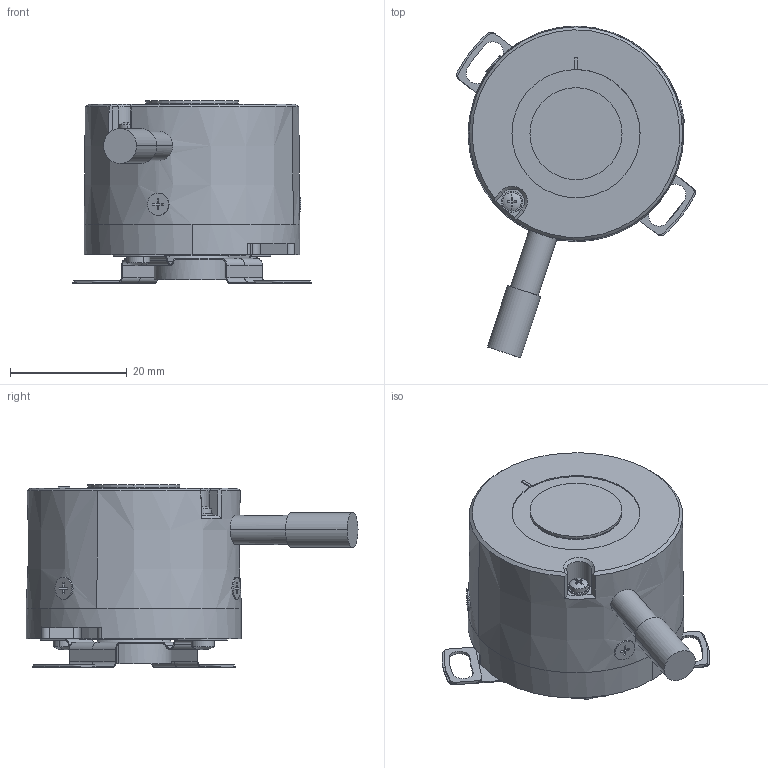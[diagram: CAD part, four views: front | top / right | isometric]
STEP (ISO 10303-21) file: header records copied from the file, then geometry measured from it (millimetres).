
FILE_DESCRIPTION(('CoCreate Modeling STEP Export'),'2;1');
FILE_NAME('35H2_PCD_40mm_coupling.stp','2023-08-17T15:02:12',(''),(''),'CoCreate Modeling STEP processor for AP203 (Solid Model)','CoCreate Modeling 17.0B 09-Oct-2010 (C) Parametric Technology GmbH','');
FILE_SCHEMA(('CONFIG_CONTROL_DESIGN'));
Length unit declared in the file: millimetre
Products named in the file (2): 35H2_PCD_40mm_coupling
Assembly tree (1 placements, depth 2):
  35H2_PCD_40mm_coupling
    35H2_PCD_40mm_coupling
Bounding box: 41.03 x 56.99 x 31.4 mm (x, y, z)
Volume: 26772.7 mm3; surface area: 8594 mm2
Topology: 1 solids, 9 shells, 409 faces, 1067 edges, 695 vertices
Faces by surface type: plane 176, cylinder 170, cone 33, torus 14, bspline 10, sphere 6
Entity records: 15949 total; most frequent: CARTESIAN_POINT 6123, ORIENTED_EDGE 2134, DIRECTION 1860, EDGE_CURVE 1067, VERTEX_POINT 695, AXIS2_PLACEMENT_3D 685, VECTOR 490, LINE 490
